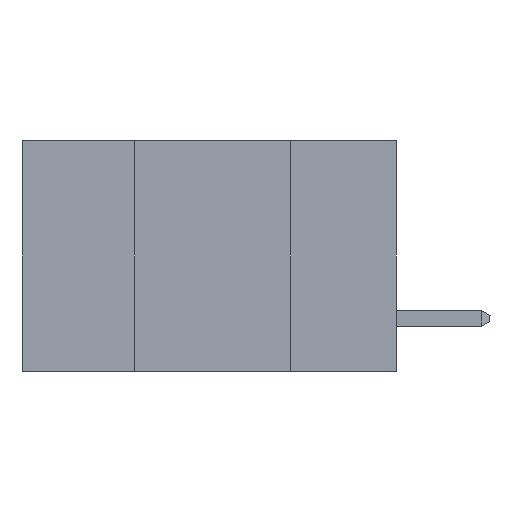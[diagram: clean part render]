
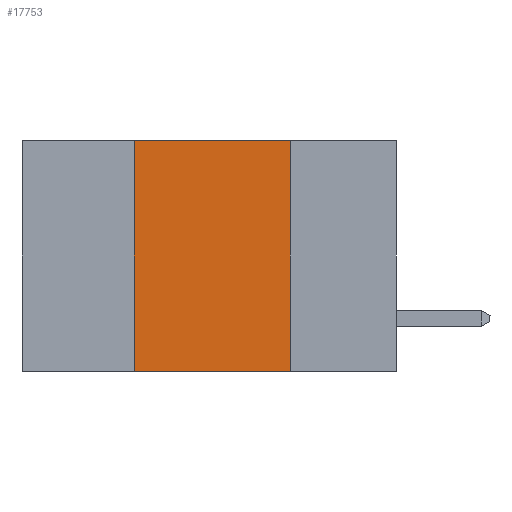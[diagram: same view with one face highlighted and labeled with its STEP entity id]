
A CAD part, left-side view. The second image highlights one B-rep face of the part: STEP entity #17753.
In plain terms, the highlighted planar face has unit normal (-1, 0, 0).
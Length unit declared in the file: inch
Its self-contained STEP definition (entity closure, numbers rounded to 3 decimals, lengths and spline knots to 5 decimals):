
#1866 = DIRECTION ( 'NONE',  ( 0., 0., 1. ) ) ;
#4089 = DIRECTION ( 'NONE',  ( 1., 0., 0. ) ) ;
#5446 = ORIENTED_EDGE ( 'NONE', *, *, #28695, .F. ) ;
#5598 = EDGE_CURVE ( 'NONE', #10112, #20090, #11084, .T. ) ;
#6884 = CARTESIAN_POINT ( 'NONE',  ( 0., 0.17, 0. ) ) ;
#7141 = CARTESIAN_POINT ( 'NONE',  ( 0., 0.42, 0. ) ) ;
#7416 = EDGE_CURVE ( 'NONE', #31908, #21053, #16014, .T. ) ;
#8799 = FACE_OUTER_BOUND ( 'NONE', #27168, .T. ) ;
#10112 = VERTEX_POINT ( 'NONE', #6884 ) ;
#11084 = LINE ( 'NONE', #17738, #14568 ) ;
#13705 = VECTOR ( 'NONE', #1866, 39.37008 ) ;
#14568 = VECTOR ( 'NONE', #24814, 39.37008 ) ;
#14853 = DIRECTION ( 'NONE',  ( 0., -1., 0. ) ) ;
#14873 = DIRECTION ( 'NONE',  ( 0., -1., 0. ) ) ;
#15672 = CARTESIAN_POINT ( 'NONE',  ( 0., 0.17, -0.37 ) ) ;
#16014 = LINE ( 'NONE', #7141, #13705 ) ;
#17738 = CARTESIAN_POINT ( 'NONE',  ( 0., 0.17, 0. ) ) ;
#17753 = ADVANCED_FACE ( 'NONE', ( #8799 ), #23492, .F. ) ;
#19295 = CARTESIAN_POINT ( 'NONE',  ( 0., 0.42, 0. ) ) ;
#20090 = VERTEX_POINT ( 'NONE', #15672 ) ;
#21053 = VERTEX_POINT ( 'NONE', #19295 ) ;
#21152 = CARTESIAN_POINT ( 'NONE',  ( 0., 0.6, 0. ) ) ;
#21794 = AXIS2_PLACEMENT_3D ( 'NONE', #21152, #4089, #25990 ) ;
#23492 = PLANE ( 'NONE',  #21794 ) ;
#23809 = EDGE_CURVE ( 'NONE', #31908, #20090, #25301, .T. ) ;
#24052 = CARTESIAN_POINT ( 'NONE',  ( 0., 0.42, -0.37 ) ) ;
#24814 = DIRECTION ( 'NONE',  ( 0., 0., -1. ) ) ;
#25301 = LINE ( 'NONE', #29638, #27260 ) ;
#25405 = ORIENTED_EDGE ( 'NONE', *, *, #5598, .F. ) ;
#25990 = DIRECTION ( 'NONE',  ( 0., 0., -1. ) ) ;
#27168 = EDGE_LOOP ( 'NONE', ( #25405, #5446, #31391, #31797 ) ) ;
#27260 = VECTOR ( 'NONE', #14873, 39.37008 ) ;
#28695 = EDGE_CURVE ( 'NONE', #21053, #10112, #30515, .T. ) ;
#29638 = CARTESIAN_POINT ( 'NONE',  ( 0., 0.6, -0.37 ) ) ;
#29938 = CARTESIAN_POINT ( 'NONE',  ( 0., 0.6, 0. ) ) ;
#30515 = LINE ( 'NONE', #29938, #30912 ) ;
#30912 = VECTOR ( 'NONE', #14853, 39.37008 ) ;
#31391 = ORIENTED_EDGE ( 'NONE', *, *, #7416, .F. ) ;
#31797 = ORIENTED_EDGE ( 'NONE', *, *, #23809, .T. ) ;
#31908 = VERTEX_POINT ( 'NONE', #24052 ) ;
